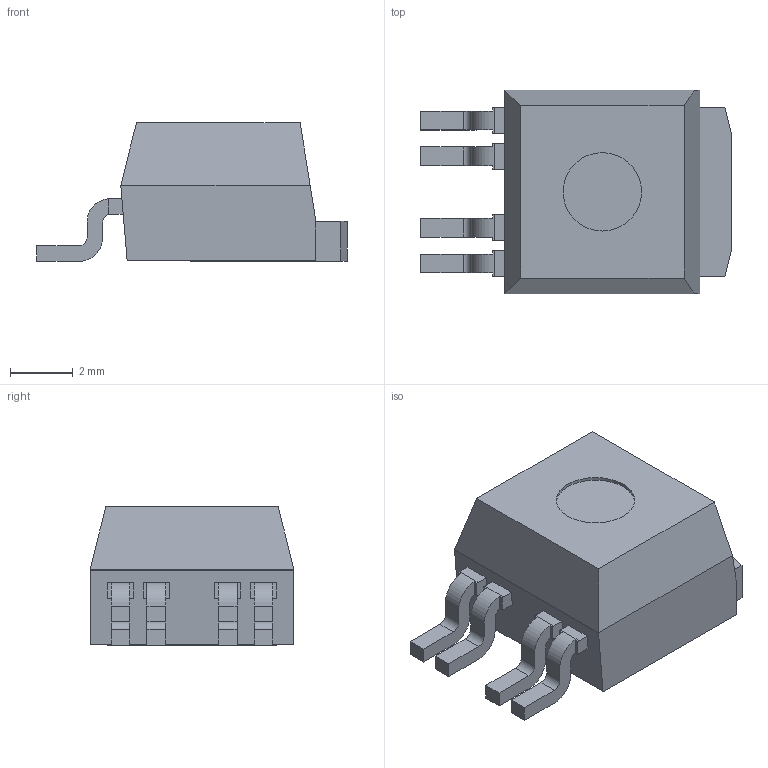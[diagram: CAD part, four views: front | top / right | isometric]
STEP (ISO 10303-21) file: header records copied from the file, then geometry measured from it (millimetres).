
FILE_DESCRIPTION(/* description */ ('model of TO-252-4'),/* implementation_level */ '2;1');
FILE_NAME(/* name */ 'TO-252-4.step',/* time_stamp */ '2017-04-28T08:32:47',/* author */ ('Ray Benitez',''),/* organization */ (''),/* preprocessor_version */ '',/* originating_system */ '',/* authorisation */ '');
FILE_SCHEMA(('AUTOMOTIVE_DESIGN_CC2 { 1 2 10303 214 -1 1 5 4 }'));
Length unit declared in the file: millimetre
Products named in the file (2): ASSEMBLY; TO_252_4
Assembly tree (1 placements, depth 2):
  ASSEMBLY
    TO_252_4
Bounding box: 9.9 x 6.5 x 4.42 mm (x, y, z)
Volume: 173.8 mm3; surface area: 224.1 mm2
Topology: 1 solids, 1 shells, 93 faces, 256 edges, 170 vertices
Faces by surface type: plane 76, cylinder 17
Full cylindrical faces by diameter (mm): 2.5 x1
Entity records: 3626 total; most frequent: CARTESIAN_POINT 521, ORIENTED_EDGE 512, DIRECTION 496, EDGE_CURVE 256, LINE 206, VECTOR 206, VERTEX_POINT 170, AXIS2_PLACEMENT_3D 145
